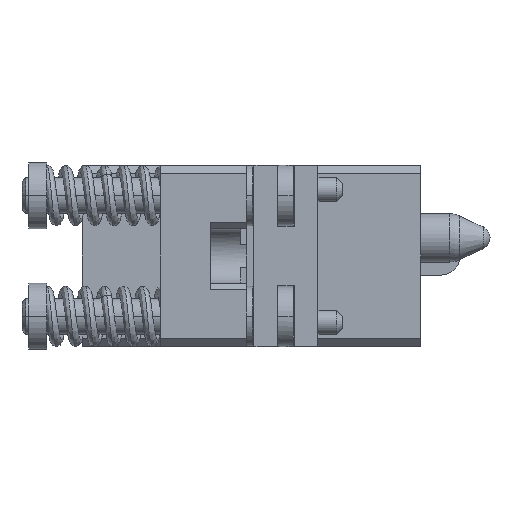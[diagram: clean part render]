
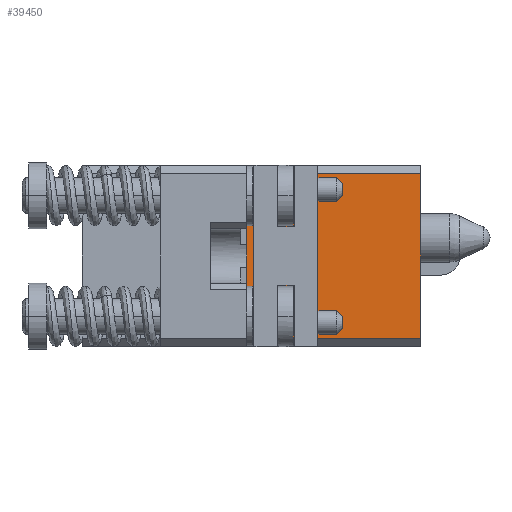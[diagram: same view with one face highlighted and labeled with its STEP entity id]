
A CAD part, left-side view. The second image highlights one B-rep face of the part: STEP entity #39450.
In plain terms, the highlighted planar face has unit normal (-1, 0, 0).
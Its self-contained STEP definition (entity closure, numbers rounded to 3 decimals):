
#135=DIRECTION('',(0.,0.,1.));
#136=VECTOR('',#135,13.63);
#137=CARTESIAN_POINT('',(-22.249,-14.014,-6.815));
#138=LINE('',#137,#136);
#11211=DIRECTION('',(0.,1.,0.));
#11212=VECTOR('',#11211,14.4);
#11213=CARTESIAN_POINT('',(-22.249,-14.014,6.815));
#11214=LINE('',#11213,#11212);
#11219=DIRECTION('',(0.,0.,1.));
#11220=VECTOR('',#11219,13.63);
#11221=CARTESIAN_POINT('',(-22.249,0.386,-6.815));
#11222=LINE('',#11221,#11220);
#11223=DIRECTION('',(0.,1.,0.));
#11224=VECTOR('',#11223,14.4);
#11225=CARTESIAN_POINT('',(-22.249,-14.014,-6.815));
#11226=LINE('',#11225,#11224);
#22007=CARTESIAN_POINT('',(-22.249,-14.014,-6.815));
#22008=CARTESIAN_POINT('',(-22.249,0.386,-6.815));
#22009=VERTEX_POINT('',#22007);
#22010=VERTEX_POINT('',#22008);
#22027=CARTESIAN_POINT('',(-22.249,-14.014,6.815));
#22028=CARTESIAN_POINT('',(-22.249,0.386,6.815));
#22029=VERTEX_POINT('',#22027);
#22030=VERTEX_POINT('',#22028);
#39438=CARTESIAN_POINT('',(-22.249,-13.99,-7.505));
#39439=DIRECTION('',(-1.,0.,0.));
#39440=DIRECTION('',(0.,0.,1.));
#39441=AXIS2_PLACEMENT_3D('',#39438,#39439,#39440);
#39442=PLANE('',#39441);
#39443=ORIENTED_EDGE('',*,*,#39345,.T.);
#39444=ORIENTED_EDGE('',*,*,#39432,.F.);
#39445=ORIENTED_EDGE('',*,*,#26362,.F.);
#39447=ORIENTED_EDGE('',*,*,#39446,.T.);
#39448=EDGE_LOOP('',(#39443,#39444,#39445,#39447));
#39449=FACE_OUTER_BOUND('',#39448,.F.);
#39450=ADVANCED_FACE('',(#39449),#39442,.T.);
#26362=EDGE_CURVE('',#22009,#22029,#138,.T.);
#39345=EDGE_CURVE('',#22010,#22030,#11222,.T.);
#39432=EDGE_CURVE('',#22029,#22030,#11214,.T.);
#39446=EDGE_CURVE('',#22009,#22010,#11226,.T.);
